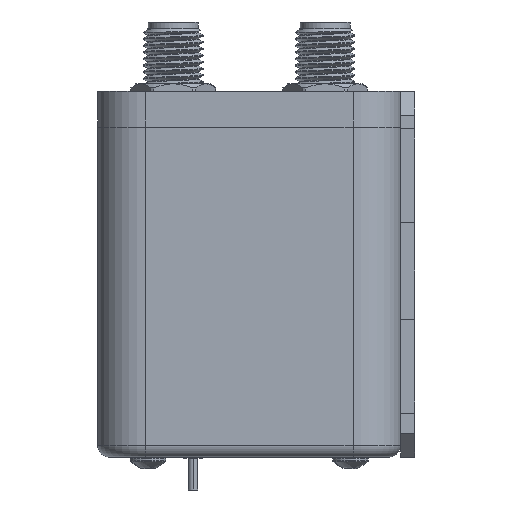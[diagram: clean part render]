
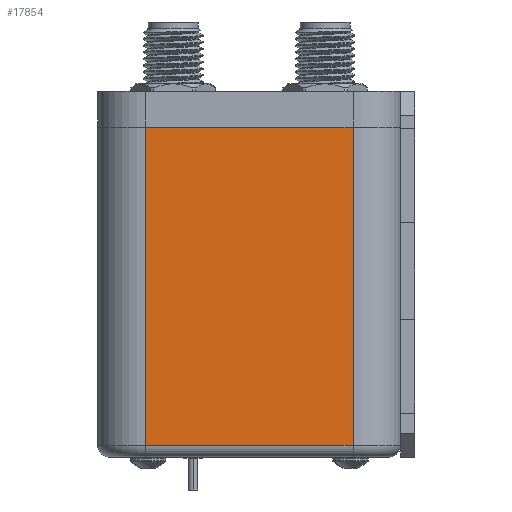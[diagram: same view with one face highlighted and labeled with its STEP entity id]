
A CAD part, left-side view. The second image highlights one B-rep face of the part: STEP entity #17854.
In plain terms, the highlighted planar face has unit normal (-1, 0, 0).
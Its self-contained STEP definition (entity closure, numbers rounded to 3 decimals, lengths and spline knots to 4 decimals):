
#737 = LINE ( 'NONE', #35392, #42509 ) ;
#782 = VECTOR ( 'NONE', #15656, 39.3701 ) ;
#3053 = PLANE ( 'NONE',  #12556 ) ;
#3270 = DIRECTION ( 'NONE',  ( 0., -1., 0. ) ) ;
#6689 = VERTEX_POINT ( 'NONE', #19183 ) ;
#7347 = LINE ( 'NONE', #15208, #782 ) ;
#8208 = VECTOR ( 'NONE', #44605, 39.3701 ) ;
#10234 = EDGE_CURVE ( 'NONE', #23188, #36379, #18433, .T. ) ;
#12556 = AXIS2_PLACEMENT_3D ( 'NONE', #20311, #16697, #20021 ) ;
#15208 = CARTESIAN_POINT ( 'NONE',  ( -0.6358, 0.4358, -1.5354 ) ) ;
#15656 = DIRECTION ( 'NONE',  ( 0., 0., -1. ) ) ;
#16697 = DIRECTION ( 'NONE',  ( -1., 0., 0. ) ) ;
#17017 = FACE_OUTER_BOUND ( 'NONE', #39556, .T. ) ;
#17854 = ADVANCED_FACE ( 'NONE', ( #17017 ), #3053, .T. ) ;
#18433 = LINE ( 'NONE', #27004, #8208 ) ;
#19183 = CARTESIAN_POINT ( 'NONE',  ( -0.6358, 0.4358, -0.15 ) ) ;
#20021 = DIRECTION ( 'NONE',  ( 0., 0., 1. ) ) ;
#20311 = CARTESIAN_POINT ( 'NONE',  ( -0.6358, -0.6358, -1.5354 ) ) ;
#21288 = VERTEX_POINT ( 'NONE', #24422 ) ;
#23188 = VERTEX_POINT ( 'NONE', #27161 ) ;
#23365 = EDGE_CURVE ( 'NONE', #6689, #23188, #7347, .T. ) ;
#24039 = LINE ( 'NONE', #34189, #38164 ) ;
#24284 = EDGE_CURVE ( 'NONE', #36379, #21288, #737, .T. ) ;
#24422 = CARTESIAN_POINT ( 'NONE',  ( -0.6358, -0.4358, -0.15 ) ) ;
#25360 = DIRECTION ( 'NONE',  ( 0., 0., 1. ) ) ;
#25642 = EDGE_CURVE ( 'NONE', #6689, #21288, #24039, .T. ) ;
#27004 = CARTESIAN_POINT ( 'NONE',  ( -0.6358, -0.6358, -1.4854 ) ) ;
#27161 = CARTESIAN_POINT ( 'NONE',  ( -0.6358, 0.4358, -1.4854 ) ) ;
#34189 = CARTESIAN_POINT ( 'NONE',  ( -0.6358, -0.6358, -0.15 ) ) ;
#35392 = CARTESIAN_POINT ( 'NONE',  ( -0.6358, -0.4358, -1.5354 ) ) ;
#36379 = VERTEX_POINT ( 'NONE', #38193 ) ;
#38164 = VECTOR ( 'NONE', #3270, 39.3701 ) ;
#38193 = CARTESIAN_POINT ( 'NONE',  ( -0.6358, -0.4358, -1.4854 ) ) ;
#39556 = EDGE_LOOP ( 'NONE', ( #40691, #41031, #45021, #44630 ) ) ;
#40691 = ORIENTED_EDGE ( 'NONE', *, *, #25642, .F. ) ;
#41031 = ORIENTED_EDGE ( 'NONE', *, *, #23365, .T. ) ;
#42509 = VECTOR ( 'NONE', #25360, 39.3701 ) ;
#44605 = DIRECTION ( 'NONE',  ( 0., -1., 0. ) ) ;
#44630 = ORIENTED_EDGE ( 'NONE', *, *, #24284, .T. ) ;
#45021 = ORIENTED_EDGE ( 'NONE', *, *, #10234, .T. ) ;
